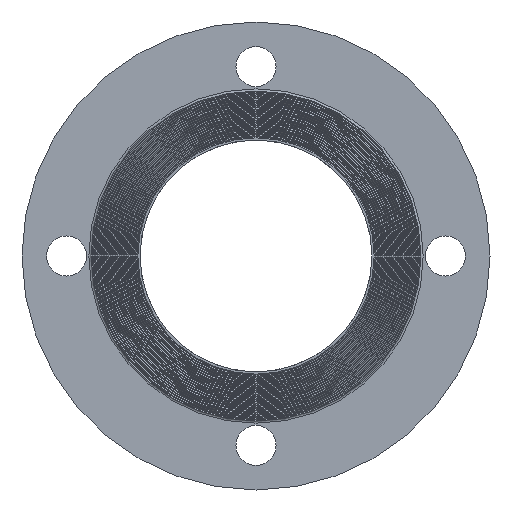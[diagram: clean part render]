
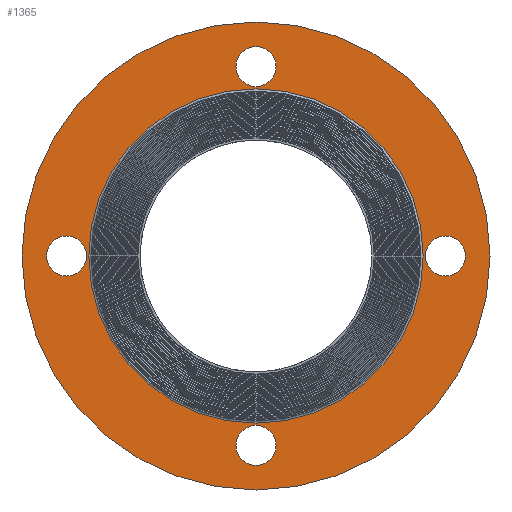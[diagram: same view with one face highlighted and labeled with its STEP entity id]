
A CAD part, left-side view. The second image highlights one B-rep face of the part: STEP entity #1365.
In plain terms, the highlighted planar face has unit normal (-1, 0, 0).
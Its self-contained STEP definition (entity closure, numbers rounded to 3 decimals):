
#59=FACE_BOUND('',#333,.T.);
#60=FACE_BOUND('',#334,.T.);
#61=FACE_BOUND('',#335,.T.);
#62=FACE_BOUND('',#336,.T.);
#63=FACE_BOUND('',#337,.T.);
#72=PLANE('',#1595);
#263=FACE_OUTER_BOUND('',#332,.T.);
#332=EDGE_LOOP('',(#1237,#1238));
#333=EDGE_LOOP('',(#1239));
#334=EDGE_LOOP('',(#1240));
#335=EDGE_LOOP('',(#1241));
#336=EDGE_LOOP('',(#1242));
#337=EDGE_LOOP('',(#1243,#1244));
#395=CIRCLE('',#1447,9.);
#398=CIRCLE('',#1451,9.);
#401=CIRCLE('',#1455,9.);
#404=CIRCLE('',#1459,9.);
#493=CIRCLE('',#1591,75.);
#494=CIRCLE('',#1592,75.);
#497=CIRCLE('',#1596,105.);
#498=CIRCLE('',#1597,105.);
#548=VERTEX_POINT('',#2249);
#551=VERTEX_POINT('',#2257);
#554=VERTEX_POINT('',#2265);
#557=VERTEX_POINT('',#2273);
#646=VERTEX_POINT('',#2536);
#647=VERTEX_POINT('',#2538);
#649=VERTEX_POINT('',#2545);
#650=VERTEX_POINT('',#2546);
#710=EDGE_CURVE('',#548,#548,#395,.T.);
#714=EDGE_CURVE('',#551,#551,#398,.T.);
#718=EDGE_CURVE('',#554,#554,#401,.T.);
#722=EDGE_CURVE('',#557,#557,#404,.T.);
#853=EDGE_CURVE('',#647,#646,#493,.T.);
#854=EDGE_CURVE('',#646,#647,#494,.T.);
#857=EDGE_CURVE('',#649,#650,#497,.T.);
#858=EDGE_CURVE('',#650,#649,#498,.T.);
#1237=ORIENTED_EDGE('',*,*,#857,.F.);
#1238=ORIENTED_EDGE('',*,*,#858,.F.);
#1239=ORIENTED_EDGE('',*,*,#710,.T.);
#1240=ORIENTED_EDGE('',*,*,#714,.T.);
#1241=ORIENTED_EDGE('',*,*,#718,.T.);
#1242=ORIENTED_EDGE('',*,*,#722,.T.);
#1243=ORIENTED_EDGE('',*,*,#853,.T.);
#1244=ORIENTED_EDGE('',*,*,#854,.T.);
#1365=ADVANCED_FACE('',(#263,#59,#60,#61,#62,#63),#72,.T.);
#1447=AXIS2_PLACEMENT_3D('',#2251,#1732,#1733);
#1451=AXIS2_PLACEMENT_3D('',#2259,#1741,#1742);
#1455=AXIS2_PLACEMENT_3D('',#2267,#1750,#1751);
#1459=AXIS2_PLACEMENT_3D('',#2275,#1759,#1760);
#1591=AXIS2_PLACEMENT_3D('',#2539,#2065,#2066);
#1592=AXIS2_PLACEMENT_3D('',#2540,#2067,#2068);
#1595=AXIS2_PLACEMENT_3D('',#2544,#2073,#2074);
#1596=AXIS2_PLACEMENT_3D('',#2547,#2075,#2076);
#1597=AXIS2_PLACEMENT_3D('',#2548,#2077,#2078);
#1732=DIRECTION('center_axis',(1.,0.,0.));
#1733=DIRECTION('ref_axis',(0.,0.,-1.));
#1741=DIRECTION('center_axis',(1.,0.,0.));
#1742=DIRECTION('ref_axis',(0.,0.,-1.));
#1750=DIRECTION('center_axis',(1.,0.,0.));
#1751=DIRECTION('ref_axis',(0.,0.,-1.));
#1759=DIRECTION('center_axis',(1.,0.,0.));
#1760=DIRECTION('ref_axis',(0.,0.,-1.));
#2065=DIRECTION('center_axis',(1.,0.,0.));
#2066=DIRECTION('ref_axis',(0.,1.,0.));
#2067=DIRECTION('center_axis',(1.,0.,0.));
#2068=DIRECTION('ref_axis',(0.,1.,0.));
#2073=DIRECTION('center_axis',(-1.,0.,0.));
#2074=DIRECTION('ref_axis',(0.,0.,1.));
#2075=DIRECTION('center_axis',(1.,0.,0.));
#2076=DIRECTION('ref_axis',(0.,1.,0.));
#2077=DIRECTION('center_axis',(1.,0.,0.));
#2078=DIRECTION('ref_axis',(0.,1.,0.));
#2249=CARTESIAN_POINT('',(0.,-85.,9.));
#2251=CARTESIAN_POINT('Origin',(0.,-85.,0.));
#2257=CARTESIAN_POINT('',(0.,0.,-76.));
#2259=CARTESIAN_POINT('Origin',(0.,0.,-85.));
#2265=CARTESIAN_POINT('',(0.,0.,94.));
#2267=CARTESIAN_POINT('Origin',(0.,0.,85.));
#2273=CARTESIAN_POINT('',(0.,85.,9.));
#2275=CARTESIAN_POINT('Origin',(0.,85.,0.));
#2536=CARTESIAN_POINT('',(0.,0.,75.));
#2538=CARTESIAN_POINT('',(0.,75.,0.));
#2539=CARTESIAN_POINT('Origin',(0.,0.,0.));
#2540=CARTESIAN_POINT('Origin',(0.,0.,0.));
#2544=CARTESIAN_POINT('Origin',(0.,90.,0.));
#2545=CARTESIAN_POINT('',(0.,105.,0.));
#2546=CARTESIAN_POINT('',(0.,-105.,0.));
#2547=CARTESIAN_POINT('Origin',(0.,0.,0.));
#2548=CARTESIAN_POINT('Origin',(0.,0.,0.));
